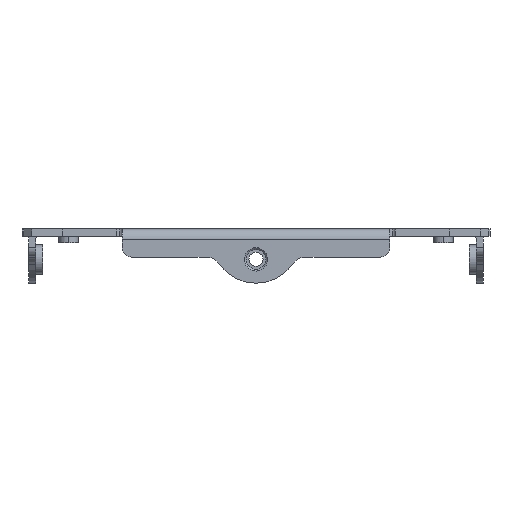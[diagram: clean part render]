
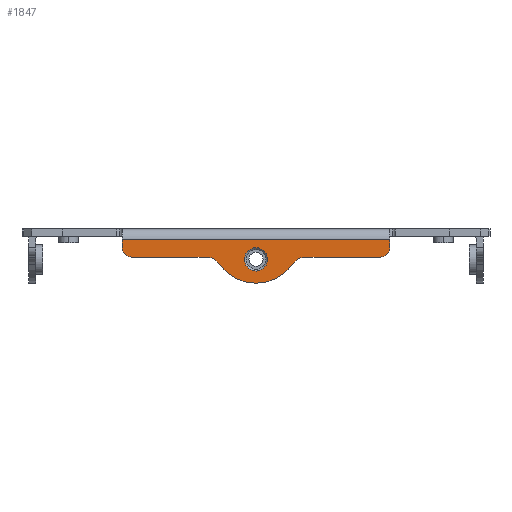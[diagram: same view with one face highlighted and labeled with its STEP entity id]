
A CAD part, front view. The second image highlights one B-rep face of the part: STEP entity #1847.
In plain terms, the highlighted planar face has unit normal (0, -1, 0).
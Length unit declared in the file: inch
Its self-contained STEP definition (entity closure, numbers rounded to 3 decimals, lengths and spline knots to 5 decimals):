
#1104 = VERTEX_POINT ( 'NONE', #11107 ) ;
#1107 = VERTEX_POINT ( 'NONE', #11174 ) ;
#1113 = EDGE_CURVE ( 'NONE', #1104, #1107, #11153, .T. ) ;
#1175 = VERTEX_POINT ( 'NONE', #11423 ) ;
#1198 = VERTEX_POINT ( 'NONE', #11607 ) ;
#1200 = EDGE_CURVE ( 'NONE', #1198, #1175, #11602, .T. ) ;
#1765 = EDGE_CURVE ( 'NONE', #1175, #1198, #5007, .T. ) ;
#1824 = VERTEX_POINT ( 'NONE', #5246 ) ;
#1825 = VERTEX_POINT ( 'NONE', #5245 ) ;
#1826 = EDGE_LOOP ( 'NONE', ( #1855, #1831 ) ) ;
#1827 = ORIENTED_EDGE ( 'NONE', *, *, #1833, .F. ) ;
#1830 = VERTEX_POINT ( 'NONE', #5244 ) ;
#1831 = ORIENTED_EDGE ( 'NONE', *, *, #1765, .T. ) ;
#1833 = EDGE_CURVE ( 'NONE', #1825, #1844, #5235, .T. ) ;
#1834 = EDGE_CURVE ( 'NONE', #1830, #1844, #5227, .T. ) ;
#1835 = ORIENTED_EDGE ( 'NONE', *, *, #1851, .T. ) ;
#1836 = EDGE_CURVE ( 'NONE', #1842, #1830, #5336, .T. ) ;
#1838 = ORIENTED_EDGE ( 'NONE', *, *, #1834, .T. ) ;
#1839 = ORIENTED_EDGE ( 'NONE', *, *, #1841, .T. ) ;
#1840 = ORIENTED_EDGE ( 'NONE', *, *, #1843, .T. ) ;
#1841 = EDGE_CURVE ( 'NONE', #1856, #1842, #5329, .T. ) ;
#1842 = VERTEX_POINT ( 'NONE', #5322 ) ;
#1843 = EDGE_CURVE ( 'NONE', #1824, #1856, #5315, .T. ) ;
#1844 = VERTEX_POINT ( 'NONE', #5305 ) ;
#1846 = EDGE_CURVE ( 'NONE', #1825, #1854, #5294, .T. ) ;
#1847 = ADVANCED_FACE ( 'NONE', ( #5288, #5287 ), #5285, .F. ) ;
#1850 = EDGE_LOOP ( 'NONE', ( #1835, #1840, #1839, #1853, #1838, #1827, #1852, #1875, #1860, #1868, #1867 ) ) ;
#1851 = EDGE_CURVE ( 'NONE', #1107, #1824, #5390, .T. ) ;
#1852 = ORIENTED_EDGE ( 'NONE', *, *, #1846, .T. ) ;
#1853 = ORIENTED_EDGE ( 'NONE', *, *, #1836, .T. ) ;
#1854 = VERTEX_POINT ( 'NONE', #5384 ) ;
#1855 = ORIENTED_EDGE ( 'NONE', *, *, #1200, .T. ) ;
#1856 = VERTEX_POINT ( 'NONE', #5382 ) ;
#1858 = EDGE_CURVE ( 'NONE', #1861, #1866, #5378, .T. ) ;
#1860 = ORIENTED_EDGE ( 'NONE', *, *, #1858, .T. ) ;
#1861 = VERTEX_POINT ( 'NONE', #5369 ) ;
#1866 = VERTEX_POINT ( 'NONE', #5355 ) ;
#1867 = ORIENTED_EDGE ( 'NONE', *, *, #1113, .T. ) ;
#1868 = ORIENTED_EDGE ( 'NONE', *, *, #1873, .T. ) ;
#1870 = EDGE_CURVE ( 'NONE', #1854, #1861, #5345, .T. ) ;
#1873 = EDGE_CURVE ( 'NONE', #1866, #1104, #5434, .T. ) ;
#1875 = ORIENTED_EDGE ( 'NONE', *, *, #1870, .T. ) ;
#5003 = DIRECTION ( 'NONE',  ( 0., 0., -1. ) ) ;
#5004 = DIRECTION ( 'NONE',  ( 0., 1., 0. ) ) ;
#5005 = CARTESIAN_POINT ( 'NONE',  ( 0., -1.9135, -0.25591 ) ) ;
#5006 = AXIS2_PLACEMENT_3D ( 'NONE', #5005, #5004, #5003 ) ;
#5007 = CIRCLE ( 'NONE', #5006, 0.098 ) ;
#5222 = DIRECTION ( 'NONE',  ( -1., 0., 0. ) ) ;
#5224 = VECTOR ( 'NONE', #5222, 39.37008 ) ;
#5226 = CARTESIAN_POINT ( 'NONE',  ( 1.126, -1.9135, -0.09 ) ) ;
#5227 = LINE ( 'NONE', #5226, #5224 ) ;
#5230 = DIRECTION ( 'NONE',  ( 0., 0., 1. ) ) ;
#5231 = VECTOR ( 'NONE', #5230, 39.37008 ) ;
#5233 = CARTESIAN_POINT ( 'NONE',  ( -1.126, -1.9135, -0.45276 ) ) ;
#5235 = LINE ( 'NONE', #5233, #5231 ) ;
#5244 = CARTESIAN_POINT ( 'NONE',  ( 1.126, -1.9135, -0.09 ) ) ;
#5245 = CARTESIAN_POINT ( 'NONE',  ( -1.126, -1.9135, -0.15622 ) ) ;
#5246 = CARTESIAN_POINT ( 'NONE',  ( 0.42028, -1.9135, -0.23622 ) ) ;
#5280 = DIRECTION ( 'NONE',  ( 0., 0., -1. ) ) ;
#5281 = DIRECTION ( 'NONE',  ( 0., 1., 0. ) ) ;
#5282 = CARTESIAN_POINT ( 'NONE',  ( -1.1711, -1.9135, -0.45276 ) ) ;
#5283 = AXIS2_PLACEMENT_3D ( 'NONE', #5282, #5281, #5280 ) ;
#5285 = PLANE ( 'NONE',  #5283 ) ;
#5287 = FACE_OUTER_BOUND ( 'NONE', #1850, .T. ) ;
#5288 = FACE_BOUND ( 'NONE', #1826, .T. ) ;
#5290 = DIRECTION ( 'NONE',  ( 0., 0., -1. ) ) ;
#5291 = DIRECTION ( 'NONE',  ( 0., -1., 0. ) ) ;
#5292 = CARTESIAN_POINT ( 'NONE',  ( -1.046, -1.9135, -0.15622 ) ) ;
#5293 = AXIS2_PLACEMENT_3D ( 'NONE', #5292, #5291, #5290 ) ;
#5294 = CIRCLE ( 'NONE', #5293, 0.08 ) ;
#5305 = CARTESIAN_POINT ( 'NONE',  ( -1.126, -1.9135, -0.09 ) ) ;
#5308 = DIRECTION ( 'NONE',  ( 1., 0., 0. ) ) ;
#5310 = VECTOR ( 'NONE', #5308, 39.37008 ) ;
#5313 = CARTESIAN_POINT ( 'NONE',  ( -1.1711, -1.9135, -0.23622 ) ) ;
#5315 = LINE ( 'NONE', #5313, #5310 ) ;
#5322 = CARTESIAN_POINT ( 'NONE',  ( 1.126, -1.9135, -0.15622 ) ) ;
#5324 = DIRECTION ( 'NONE',  ( 0., 0., -1. ) ) ;
#5326 = DIRECTION ( 'NONE',  ( 0., -1., 0. ) ) ;
#5327 = CARTESIAN_POINT ( 'NONE',  ( 1.046, -1.9135, -0.15622 ) ) ;
#5328 = AXIS2_PLACEMENT_3D ( 'NONE', #5327, #5326, #5324 ) ;
#5329 = CIRCLE ( 'NONE', #5328, 0.08 ) ;
#5333 = DIRECTION ( 'NONE',  ( 0., 0., 1. ) ) ;
#5334 = VECTOR ( 'NONE', #5333, 39.37008 ) ;
#5335 = CARTESIAN_POINT ( 'NONE',  ( 1.126, -1.9135, -0.45276 ) ) ;
#5336 = LINE ( 'NONE', #5335, #5334 ) ;
#5342 = VECTOR ( 'NONE', #5460, 39.37008 ) ;
#5344 = CARTESIAN_POINT ( 'NONE',  ( -1.1711, -1.9135, -0.23622 ) ) ;
#5345 = LINE ( 'NONE', #5344, #5342 ) ;
#5355 = CARTESIAN_POINT ( 'NONE',  ( -0.30791, -1.9135, -0.29496 ) ) ;
#5369 = CARTESIAN_POINT ( 'NONE',  ( -0.42028, -1.9135, -0.23622 ) ) ;
#5371 = DIRECTION ( 'NONE',  ( 0., 0., -1. ) ) ;
#5372 = DIRECTION ( 'NONE',  ( 0., 1., 0. ) ) ;
#5374 = CARTESIAN_POINT ( 'NONE',  ( -0.42028, -1.9135, -0.37307 ) ) ;
#5376 = AXIS2_PLACEMENT_3D ( 'NONE', #5374, #5372, #5371 ) ;
#5378 = CIRCLE ( 'NONE', #5376, 0.13685 ) ;
#5382 = CARTESIAN_POINT ( 'NONE',  ( 1.046, -1.9135, -0.23622 ) ) ;
#5384 = CARTESIAN_POINT ( 'NONE',  ( -1.046, -1.9135, -0.23622 ) ) ;
#5385 = DIRECTION ( 'NONE',  ( 0., 0., -1. ) ) ;
#5386 = DIRECTION ( 'NONE',  ( 0., 1., 0. ) ) ;
#5387 = CARTESIAN_POINT ( 'NONE',  ( 0.42028, -1.9135, -0.37307 ) ) ;
#5388 = AXIS2_PLACEMENT_3D ( 'NONE', #5387, #5386, #5385 ) ;
#5390 = CIRCLE ( 'NONE', #5388, 0.13685 ) ;
#5428 = DIRECTION ( 'NONE',  ( 0., 0., -1. ) ) ;
#5430 = DIRECTION ( 'NONE',  ( 0., -1., 0. ) ) ;
#5431 = CARTESIAN_POINT ( 'NONE',  ( 0., -1.9135, -0.08091 ) ) ;
#5432 = AXIS2_PLACEMENT_3D ( 'NONE', #5431, #5430, #5428 ) ;
#5434 = CIRCLE ( 'NONE', #5432, 0.375 ) ;
#5460 = DIRECTION ( 'NONE',  ( 1., 0., 0. ) ) ;
#11107 = CARTESIAN_POINT ( 'NONE',  ( 0., -1.9135, -0.45591 ) ) ;
#11145 = DIRECTION ( 'NONE',  ( 0., 0., -1. ) ) ;
#11148 = DIRECTION ( 'NONE',  ( 0., -1., 0. ) ) ;
#11150 = CARTESIAN_POINT ( 'NONE',  ( 0., -1.9135, -0.08091 ) ) ;
#11152 = AXIS2_PLACEMENT_3D ( 'NONE', #11150, #11148, #11145 ) ;
#11153 = CIRCLE ( 'NONE', #11152, 0.375 ) ;
#11174 = CARTESIAN_POINT ( 'NONE',  ( 0.30791, -1.9135, -0.29496 ) ) ;
#11423 = CARTESIAN_POINT ( 'NONE',  ( -0.098, -1.9135, -0.25591 ) ) ;
#11597 = DIRECTION ( 'NONE',  ( 0., 0., -1. ) ) ;
#11598 = DIRECTION ( 'NONE',  ( 0., 1., 0. ) ) ;
#11599 = CARTESIAN_POINT ( 'NONE',  ( 0., -1.9135, -0.25591 ) ) ;
#11601 = AXIS2_PLACEMENT_3D ( 'NONE', #11599, #11598, #11597 ) ;
#11602 = CIRCLE ( 'NONE', #11601, 0.098 ) ;
#11607 = CARTESIAN_POINT ( 'NONE',  ( 0.098, -1.9135, -0.25591 ) ) ;
